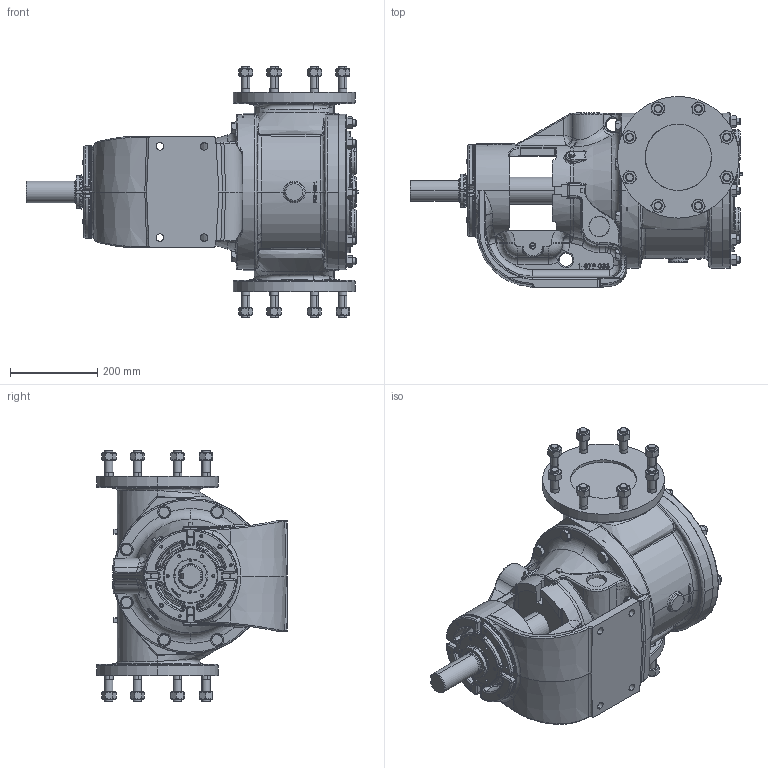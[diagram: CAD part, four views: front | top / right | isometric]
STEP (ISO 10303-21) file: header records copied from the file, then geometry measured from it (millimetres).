
FILE_DESCRIPTION (( 'STEP AP214' ), '1' );
FILE_NAME ('QS224A.STEP', '2016-10-14T13:46:26', ( '' ), ( '' ), 'SwSTEP 2.0', 'SolidWorks 2015', '' );
FILE_SCHEMA (( 'AUTOMOTIVE_DESIGN' ));
Length unit declared in the file: inch
Products named in the file (2): QS224A
Bounding box: 762.03 x 438.15 x 577.6 mm (x, y, z)
Volume: 44828983.8 mm3; surface area: 1544057.3 mm2
Topology: 1 solids, 1 shells, 3652 faces, 9213 edges, 5653 vertices
Faces by surface type: plane 1137, cylinder 966, bspline 699, cone 629, torus 183, sphere 38
Entity records: 258061 total; most frequent: CARTESIAN_POINT 130237, ORIENTED_EDGE 18182, DIRECTION 15469, EDGE_CURVE 9091, AXIS2_PLACEMENT_3D 6137, VERTEX_POINT 5651, EDGE_LOOP 3876, FACE_OUTER_BOUND 3650
